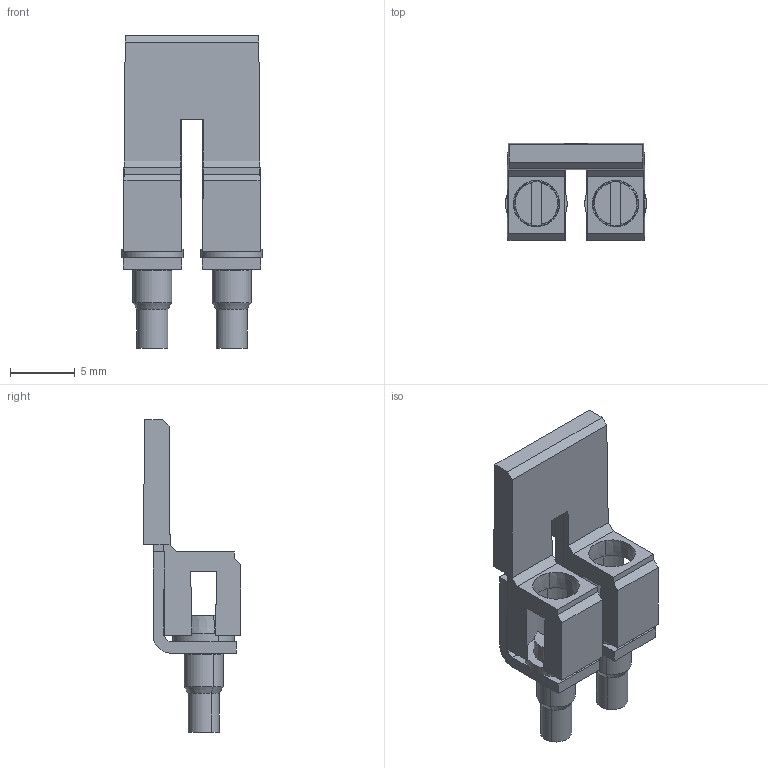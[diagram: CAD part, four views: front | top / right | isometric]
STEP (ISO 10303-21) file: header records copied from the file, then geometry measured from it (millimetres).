
FILE_DESCRIPTION(('CATIA V5 STEP Exchange','CAx-IF Rec.Pracs.--- Model Styling and Organization---1.4--- 2014-01-23'),'2;1');
FILE_NAME ('004696-7_0', '2021-06-18T12:20:58+00:00', ('none'), ('Weidmueller'), 'CATIA Version 5-6 Release 2016 SP3 HF44', 'CATIA V5 STEP AP214', 'none');
FILE_SCHEMA(('AUTOMOTIVE_DESIGN { 1 0 10303 214 1 1 1 1 }'));
Length unit declared in the file: millimetre
Products named in the file (1): 1051960000
Bounding box: 10.85 x 7.47 x 24.1 mm (x, y, z)
Volume: 604.2 mm3; surface area: 1350.2 mm2
Topology: 2 solids, 2 shells, 110 faces, 288 edges, 185 vertices
Faces by surface type: plane 70, cylinder 24, cone 16
Entity records: 3219 total; most frequent: CARTESIAN_POINT 620, ORIENTED_EDGE 576, DIRECTION 436, EDGE_CURVE 288, VECTOR 186, LINE 186, VERTEX_POINT 185, AXIS2_PLACEMENT_3D 169
